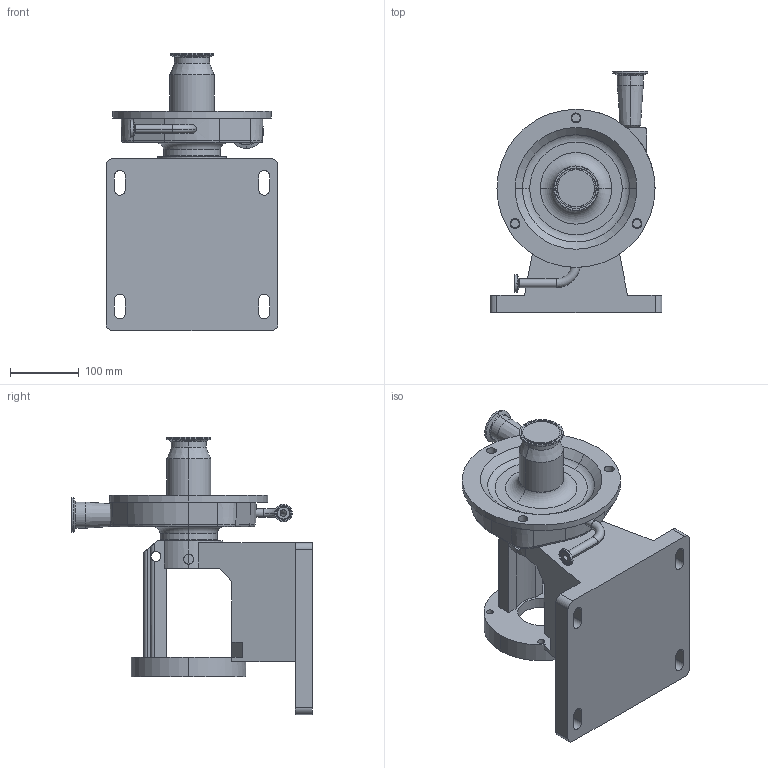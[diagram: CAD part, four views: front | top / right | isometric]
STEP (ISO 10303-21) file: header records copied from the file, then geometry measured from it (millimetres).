
FILE_DESCRIPTION (( 'STEP AP214' ), '1' );
FILE_NAME ('FP 720 140TC VERTICAL 1-2 In ELBOW LEFT.STEP', '2010-02-26T21:51:11', ( ' ' ), ( '' ), 'SwSTEP 2.0', 'SolidWorks 2010', '' );
FILE_SCHEMA (( 'AUTOMOTIVE_DESIGN' ));
Length unit declared in the file: millimetre
Products named in the file (2): FP 720 140TC VERTICAL 1-2 In ELBOW LEFT; FP 720 140TC VERTICAL 1-2 In ELBOW LEFT^1275000105
Assembly tree (1 placements, depth 2):
  FP 720 140TC VERTICAL 1-2 In ELBOW LEFT
    FP 720 140TC VERTICAL 1-2 In ELBOW LEFT^1275000105
Bounding box: 250 x 350 x 403 mm (x, y, z)
Volume: 6274212.7 mm3; surface area: 552788.6 mm2
Topology: 1 solids, 2 shells, 288 faces, 732 edges, 458 vertices
Faces by surface type: cylinder 118, plane 86, torus 42, cone 41, bspline 1
Entity records: 9434 total; most frequent: CARTESIAN_POINT 2119, DIRECTION 1646, ORIENTED_EDGE 1464, EDGE_CURVE 732, AXIS2_PLACEMENT_3D 649, VERTEX_POINT 458, CIRCLE 358, VECTOR 348
